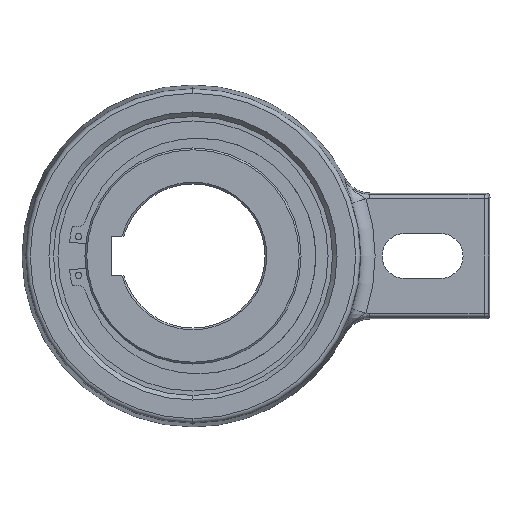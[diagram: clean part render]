
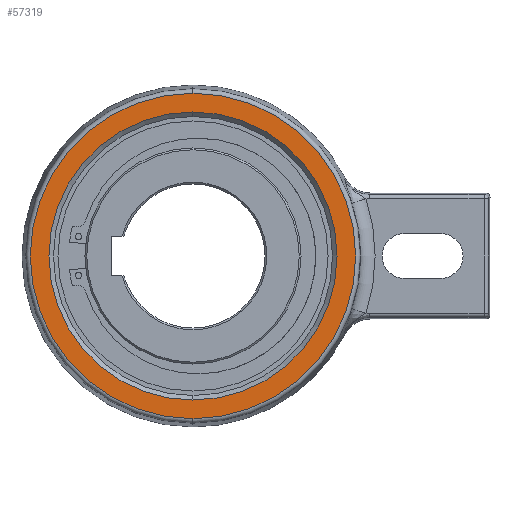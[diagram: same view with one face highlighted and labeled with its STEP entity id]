
A CAD part, left-side view. The second image highlights one B-rep face of the part: STEP entity #57319.
In plain terms, the highlighted planar face has unit normal (-1, 0, 0).
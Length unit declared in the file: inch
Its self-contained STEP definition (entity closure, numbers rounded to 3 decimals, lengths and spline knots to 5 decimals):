
#23366=CARTESIAN_POINT('',(-0.88583,0.,
0.));
#23367=DIRECTION('',(1.,0.,0.));
#23368=DIRECTION('',(0.,0.,-1.));
#23369=AXIS2_PLACEMENT_3D('',#23366,#23367,#23368);
#23380=CARTESIAN_POINT('',(-0.88583,0.,0.));
#23381=DIRECTION('',(1.,0.,0.));
#23382=DIRECTION('',(0.,0.,1.));
#23383=AXIS2_PLACEMENT_3D('',#23380,#23381,#23382);
#23394=CARTESIAN_POINT('',(-0.88583,0.,
0.));
#23395=DIRECTION('',(-1.,0.,0.));
#23396=DIRECTION('',(0.,0.,-1.));
#23397=AXIS2_PLACEMENT_3D('',#23394,#23395,#23396);
#23409=CARTESIAN_POINT('',(-0.88583,0.,
0.));
#23410=DIRECTION('',(-1.,0.,0.));
#23411=DIRECTION('',(0.,0.,1.));
#23412=AXIS2_PLACEMENT_3D('',#23409,#23410,#23411);
#28183=CARTESIAN_POINT('',(-0.88583,0.,
3.55843));
#28185=VERTEX_POINT('',#28183);
#28188=CARTESIAN_POINT('',(-0.88583,0.,
-3.55843));
#28190=VERTEX_POINT('',#28188);
#28194=CARTESIAN_POINT('',(-0.88583,0.,
-3.14961));
#28196=VERTEX_POINT('',#28194);
#28200=CARTESIAN_POINT('',(-0.88583,0.,
3.14961));
#28202=VERTEX_POINT('',#28200);
#57304=CARTESIAN_POINT('',(-0.88583,0.,0.));
#57305=DIRECTION('',(1.,0.,0.));
#57306=DIRECTION('',(0.,0.,-1.));
#57307=AXIS2_PLACEMENT_3D('',#57304,#57305,#57306);
#57308=PLANE('',#57307);
#57310=ORIENTED_EDGE('',*,*,#57309,.F.);
#57312=ORIENTED_EDGE('',*,*,#57311,.F.);
#57313=EDGE_LOOP('',(#57310,#57312));
#57314=FACE_OUTER_BOUND('',#57313,.F.);
#57315=ORIENTED_EDGE('',*,*,#57283,.F.);
#57316=ORIENTED_EDGE('',*,*,#57297,.F.);
#57317=EDGE_LOOP('',(#57315,#57316));
#57318=FACE_BOUND('',#57317,.F.);
#23370=CIRCLE('',#23369,3.14961);
#23384=CIRCLE('',#23383,3.14961);
#23398=CIRCLE('',#23397,3.55843);
#23413=CIRCLE('',#23412,3.55843);
#57283=EDGE_CURVE('',#28196,#28202,#23370,.T.);
#57297=EDGE_CURVE('',#28202,#28196,#23384,.T.);
#57309=EDGE_CURVE('',#28190,#28185,#23398,.T.);
#57311=EDGE_CURVE('',#28185,#28190,#23413,.T.);
#57319=ADVANCED_FACE('',(#57314,#57318),#57308,.F.);
